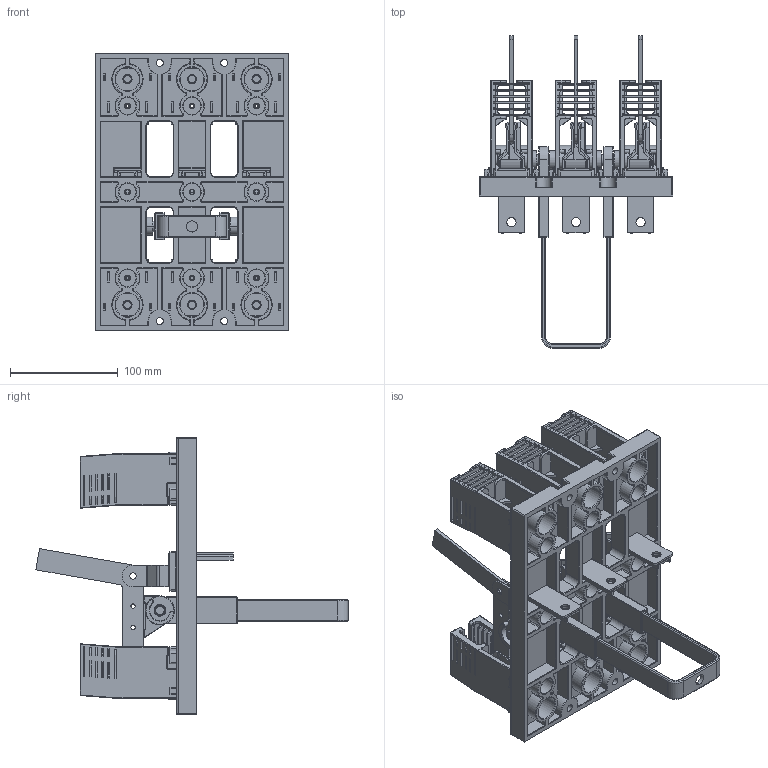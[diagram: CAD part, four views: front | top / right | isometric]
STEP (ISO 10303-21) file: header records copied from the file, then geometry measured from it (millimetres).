
FILE_DESCRIPTION((''),'2;1');
FILE_NAME('ASM0001_ASM','2024-05-23T',('Administrator'),(''),'PRO/ENGINEER BY PARAMETRIC TECHNOLOGY CORPORATION, 2009440','PRO/ENGINEER BY PARAMETRIC TECHNOLOGY CORPORATION, 2009440','');
FILE_SCHEMA(('CONFIG_CONTROL_DESIGN'));
Products named in the file (14): DIBAN; CHUTOUDIANBAN; HOUCHUTOU; QIANCHUTOU; CHUTOU; JUEYUANJIAN; ZHOU10; ZHUTAO; JUANYUANTAO; LAGAN; GEHUBAN; MIEHUPIAN; MIEHUSHI_ASM; ASM0001_ASM
Assembly tree (40 placements, depth 3):
  ASM0001_ASM
    DIBAN
    CHUTOUDIANBAN  x3
    HOUCHUTOU  x3
    QIANCHUTOU  x6
    CHUTOU  x3
    JUEYUANJIAN  x3
    ZHOU10
    ZHUTAO  x4
    JUANYUANTAO  x2
    LAGAN
    MIEHUSHI_ASM  x6
      GEHUBAN
      MIEHUPIAN
Bounding box: 180 x 290.37 x 258 mm (x, y, z)
Volume: 929408.5 mm3; surface area: 614503.3 mm2
Topology: 75 solids, 75 shells, 5816 faces, 15778 edges, 9968 vertices
Faces by surface type: plane 3093, cylinder 1944, torus 433, bspline 192, sphere 146, extrusion 4, cone 4
Entity records: 80295 total; most frequent: CARTESIAN_POINT 17001, DIRECTION 13536, ORIENTED_EDGE 13046, EDGE_CURVE 6523, AXIS2_PLACEMENT_3D 4818, VERTEX_POINT 4040, VECTOR 3900, LINE 3896
